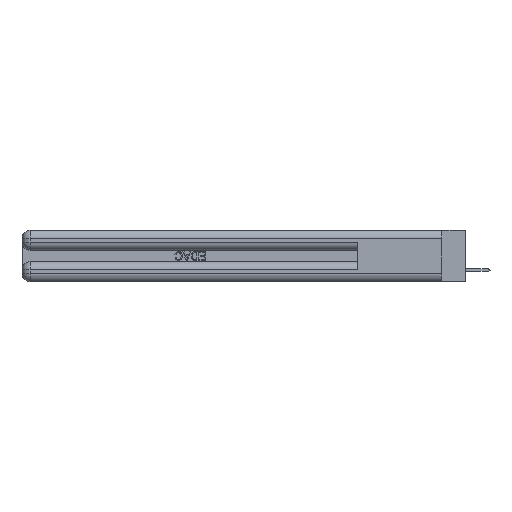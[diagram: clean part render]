
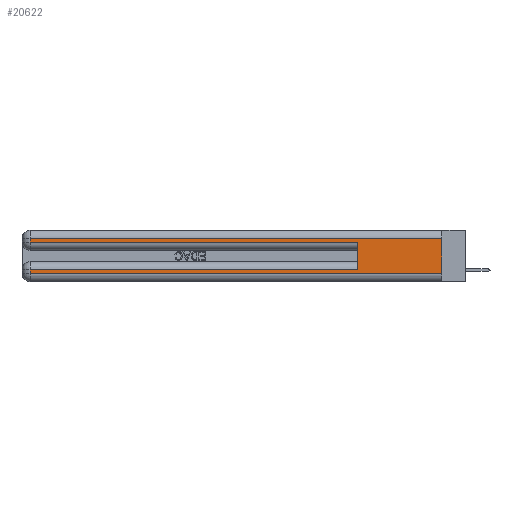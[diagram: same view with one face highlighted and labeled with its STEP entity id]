
A CAD part, left-side view. The second image highlights one B-rep face of the part: STEP entity #20622.
In plain terms, the highlighted planar face has unit normal (-1, 0, 0).
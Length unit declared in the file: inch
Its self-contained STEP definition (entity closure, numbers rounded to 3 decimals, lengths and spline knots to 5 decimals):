
#2738 = EDGE_CURVE ( 'NONE', #17810, #30562, #17406, .T. ) ;
#3008 = LINE ( 'NONE', #36220, #6923 ) ;
#3244 = VECTOR ( 'NONE', #33858, 39.37008 ) ;
#3289 = CARTESIAN_POINT ( 'NONE',  ( 0., 2.94, 0.06 ) ) ;
#4132 = CARTESIAN_POINT ( 'NONE',  ( 0., 0., 0.06 ) ) ;
#4270 = DIRECTION ( 'NONE',  ( 0., -1., 0. ) ) ;
#4551 = EDGE_CURVE ( 'NONE', #27118, #18898, #26885, .T. ) ;
#5102 = LINE ( 'NONE', #4132, #32587 ) ;
#6523 = EDGE_LOOP ( 'NONE', ( #40110, #36641, #9780, #23276, #13153, #9791, #28252, #36063 ) ) ;
#6923 = VECTOR ( 'NONE', #7332, 39.37008 ) ;
#7146 = CARTESIAN_POINT ( 'NONE',  ( 0., 0., 0.085 ) ) ;
#7285 = DIRECTION ( 'NONE',  ( 0., 1., 0. ) ) ;
#7332 = DIRECTION ( 'NONE',  ( 0., 0., -1. ) ) ;
#7365 = CARTESIAN_POINT ( 'NONE',  ( 0., 2.94, 0.285 ) ) ;
#8297 = CARTESIAN_POINT ( 'NONE',  ( 0., 2.94, 0.37 ) ) ;
#8398 = EDGE_CURVE ( 'NONE', #18494, #38866, #34517, .T. ) ;
#9780 = ORIENTED_EDGE ( 'NONE', *, *, #39191, .T. ) ;
#9791 = ORIENTED_EDGE ( 'NONE', *, *, #13777, .T. ) ;
#10101 = DIRECTION ( 'NONE',  ( 1., 0., 0. ) ) ;
#10988 = VECTOR ( 'NONE', #30277, 39.37008 ) ;
#13153 = ORIENTED_EDGE ( 'NONE', *, *, #4551, .F. ) ;
#13777 = EDGE_CURVE ( 'NONE', #27118, #17810, #32363, .T. ) ;
#14414 = DIRECTION ( 'NONE',  ( 0., 0., 1. ) ) ;
#17132 = CARTESIAN_POINT ( 'NONE',  ( 0., 0., 0.31 ) ) ;
#17392 = LINE ( 'NONE', #27856, #34446 ) ;
#17406 = LINE ( 'NONE', #20838, #17954 ) ;
#17499 = CARTESIAN_POINT ( 'NONE',  ( 0., 0.6, 0.085 ) ) ;
#17810 = VERTEX_POINT ( 'NONE', #26184 ) ;
#17954 = VECTOR ( 'NONE', #18180, 39.37008 ) ;
#18180 = DIRECTION ( 'NONE',  ( 0., 0., -1. ) ) ;
#18494 = VERTEX_POINT ( 'NONE', #17132 ) ;
#18898 = VERTEX_POINT ( 'NONE', #21170 ) ;
#19090 = FACE_OUTER_BOUND ( 'NONE', #6523, .T. ) ;
#20622 = ADVANCED_FACE ( 'NONE', ( #19090 ), #22717, .F. ) ;
#20838 = CARTESIAN_POINT ( 'NONE',  ( 0., 2.94, 0.37 ) ) ;
#21170 = CARTESIAN_POINT ( 'NONE',  ( 0., 0.6, 0.285 ) ) ;
#22362 = VECTOR ( 'NONE', #14414, 39.37008 ) ;
#22579 = CARTESIAN_POINT ( 'NONE',  ( 0., 0., 0.37 ) ) ;
#22717 = PLANE ( 'NONE',  #36529 ) ;
#22738 = EDGE_CURVE ( 'NONE', #18494, #32184, #3008, .T. ) ;
#23276 = ORIENTED_EDGE ( 'NONE', *, *, #29762, .T. ) ;
#23915 = VECTOR ( 'NONE', #7285, 39.37008 ) ;
#25185 = DIRECTION ( 'NONE',  ( 0., -1., 0. ) ) ;
#26184 = CARTESIAN_POINT ( 'NONE',  ( 0., 2.94, 0.085 ) ) ;
#26885 = LINE ( 'NONE', #33882, #22362 ) ;
#27118 = VERTEX_POINT ( 'NONE', #17499 ) ;
#27856 = CARTESIAN_POINT ( 'NONE',  ( 0., 0., 0.285 ) ) ;
#28252 = ORIENTED_EDGE ( 'NONE', *, *, #2738, .T. ) ;
#29428 = CARTESIAN_POINT ( 'NONE',  ( 0., 0., 0.06 ) ) ;
#29762 = EDGE_CURVE ( 'NONE', #38367, #18898, #17392, .T. ) ;
#30277 = DIRECTION ( 'NONE',  ( 0., 1., 0. ) ) ;
#30562 = VERTEX_POINT ( 'NONE', #3289 ) ;
#32184 = VERTEX_POINT ( 'NONE', #29428 ) ;
#32363 = LINE ( 'NONE', #7146, #23915 ) ;
#32587 = VECTOR ( 'NONE', #4270, 39.37008 ) ;
#32622 = CARTESIAN_POINT ( 'NONE',  ( 0., 0., 0.31 ) ) ;
#32747 = DIRECTION ( 'NONE',  ( 0., 0., -1. ) ) ;
#33858 = DIRECTION ( 'NONE',  ( 0., 0., -1. ) ) ;
#33882 = CARTESIAN_POINT ( 'NONE',  ( 0., 0.6, 0.145 ) ) ;
#34196 = LINE ( 'NONE', #8297, #3244 ) ;
#34446 = VECTOR ( 'NONE', #25185, 39.37008 ) ;
#34517 = LINE ( 'NONE', #32622, #10988 ) ;
#36063 = ORIENTED_EDGE ( 'NONE', *, *, #40172, .T. ) ;
#36220 = CARTESIAN_POINT ( 'NONE',  ( 0., 0., 0.37 ) ) ;
#36529 = AXIS2_PLACEMENT_3D ( 'NONE', #22579, #10101, #32747 ) ;
#36641 = ORIENTED_EDGE ( 'NONE', *, *, #8398, .T. ) ;
#38367 = VERTEX_POINT ( 'NONE', #7365 ) ;
#38861 = CARTESIAN_POINT ( 'NONE',  ( 0., 2.94, 0.31 ) ) ;
#38866 = VERTEX_POINT ( 'NONE', #38861 ) ;
#39191 = EDGE_CURVE ( 'NONE', #38866, #38367, #34196, .T. ) ;
#40110 = ORIENTED_EDGE ( 'NONE', *, *, #22738, .F. ) ;
#40172 = EDGE_CURVE ( 'NONE', #30562, #32184, #5102, .T. ) ;
